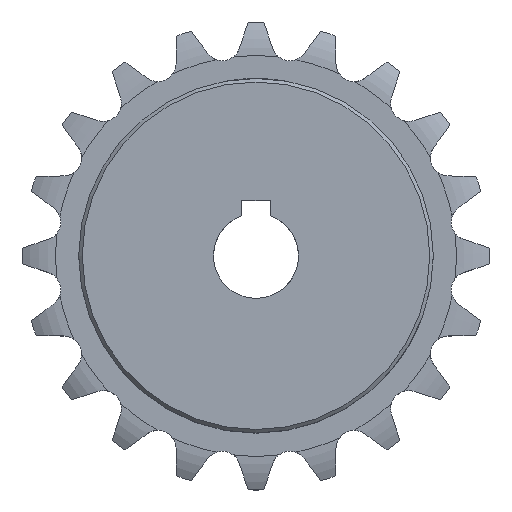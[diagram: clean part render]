
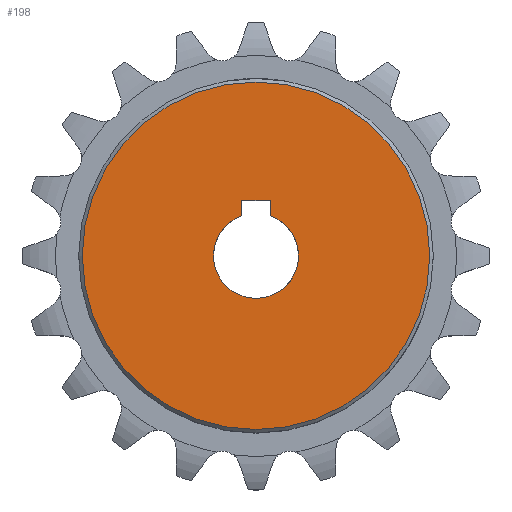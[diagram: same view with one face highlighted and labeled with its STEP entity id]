
A CAD part, top view. The second image highlights one B-rep face of the part: STEP entity #198.
In plain terms, the highlighted planar face has unit normal (0, 0, 1).
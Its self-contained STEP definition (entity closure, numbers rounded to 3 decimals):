
#198 = ADVANCED_FACE( '', ( #372, #373 ), #374, .T. );
#372 = FACE_BOUND( '', #698, .T. );
#373 = FACE_OUTER_BOUND( '', #699, .T. );
#374 = PLANE( '', #700 );
#698 = EDGE_LOOP( '', ( #1138, #1139, #1140, #1141 ) );
#699 = EDGE_LOOP( '', ( #1142 ) );
#700 = AXIS2_PLACEMENT_3D( '', #1143, #1144, #1145 );
#1138 = ORIENTED_EDGE( '', *, *, #2392, .F. );
#1139 = ORIENTED_EDGE( '', *, *, #2393, .F. );
#1140 = ORIENTED_EDGE( '', *, *, #2388, .T. );
#1141 = ORIENTED_EDGE( '', *, *, #2394, .F. );
#1142 = ORIENTED_EDGE( '', *, *, #2395, .F. );
#1143 = CARTESIAN_POINT( '', ( 0., 24.5, 20. ) );
#1144 = DIRECTION( '', ( 0., 0., 1. ) );
#1145 = DIRECTION( '', ( 1., 0., 0. ) );
#2388 = EDGE_CURVE( '', #2892, #2890, #2893, .T. );
#2392 = EDGE_CURVE( '', #2899, #2900, #2901, .T. );
#2393 = EDGE_CURVE( '', #2892, #2899, #2902, .T. );
#2394 = EDGE_CURVE( '', #2900, #2890, #2903, .T. );
#2395 = EDGE_CURVE( '', #2904, #2904, #2905, .T. );
#2890 = VERTEX_POINT( '', #3929 );
#2892 = VERTEX_POINT( '', #3932 );
#2893 = CIRCLE( '', #3933, 6. );
#2899 = VERTEX_POINT( '', #3946 );
#2900 = VERTEX_POINT( '', #3947 );
#2901 = LINE( '', #3948, #3949 );
#2902 = LINE( '', #3950, #3951 );
#2903 = LINE( '', #3952, #3953 );
#2904 = VERTEX_POINT( '', #3954 );
#2905 = CIRCLE( '', #3955, 24.5 );
#3929 = CARTESIAN_POINT( '', ( -2., 5.657, 20. ) );
#3932 = CARTESIAN_POINT( '', ( 2., 5.657, 20. ) );
#3933 = AXIS2_PLACEMENT_3D( '', #5411, #5412, #5413 );
#3946 = CARTESIAN_POINT( '', ( 2., 7.8, 20. ) );
#3947 = CARTESIAN_POINT( '', ( -2., 7.8, 20. ) );
#3948 = CARTESIAN_POINT( '', ( 2., 7.8, 20. ) );
#3949 = VECTOR( '', #5416, 1000. );
#3950 = CARTESIAN_POINT( '', ( 2., 0., 20. ) );
#3951 = VECTOR( '', #5417, 1000. );
#3952 = CARTESIAN_POINT( '', ( -2., 7.8, 20. ) );
#3953 = VECTOR( '', #5418, 1000. );
#3954 = CARTESIAN_POINT( '', ( -24.5, 0., 20. ) );
#3955 = AXIS2_PLACEMENT_3D( '', #5419, #5420, #5421 );
#5411 = CARTESIAN_POINT( '', ( 0., 0., 20. ) );
#5412 = DIRECTION( '', ( 0., 0., -1. ) );
#5413 = DIRECTION( '', ( -1., 0., 0. ) );
#5416 = DIRECTION( '', ( -1., 0., 0. ) );
#5417 = DIRECTION( '', ( 0., 1., 0. ) );
#5418 = DIRECTION( '', ( 0., -1., 0. ) );
#5419 = CARTESIAN_POINT( '', ( 0., 0., 20. ) );
#5420 = DIRECTION( '', ( 0., 0., -1. ) );
#5421 = DIRECTION( '', ( -1., 0., 0. ) );
